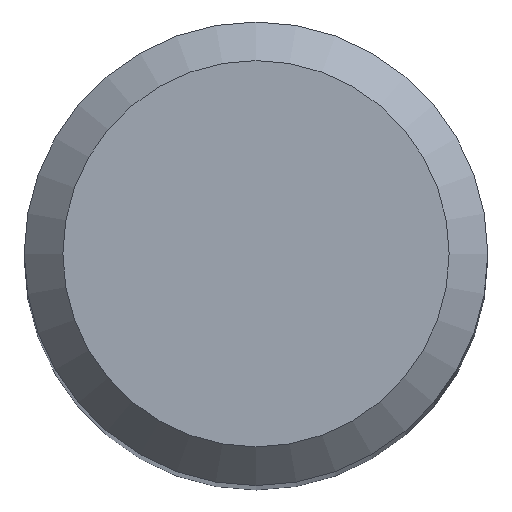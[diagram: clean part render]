
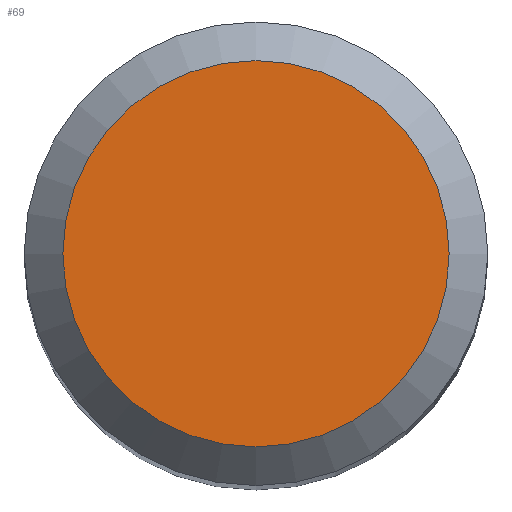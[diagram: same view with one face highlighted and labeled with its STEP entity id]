
A CAD part, top view. The second image highlights one B-rep face of the part: STEP entity #69.
In plain terms, the highlighted planar face has unit normal (0, 0, 1).
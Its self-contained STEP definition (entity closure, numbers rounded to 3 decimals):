
#52=PLANE('',#176);
#69=ADVANCED_FACE('',(#76),#52,.T.);
#76=FACE_OUTER_BOUND('',#84,.T.);
#84=EDGE_LOOP('',(#96));
#96=ORIENTED_EDGE('',*,*,#110,.F.);
#104=VERTEX_POINT('',#247);
#110=EDGE_CURVE('',#104,#104,#116,.T.);
#116=CIRCLE('',#173,2.5);
#173=AXIS2_PLACEMENT_3D('',#246,#200,#201);
#176=AXIS2_PLACEMENT_3D('',#251,#206,#207);
#200=DIRECTION('',(0.,0.,-1.));
#201=DIRECTION('',(-1.,0.,0.));
#206=DIRECTION('',(0.,0.,1.));
#207=DIRECTION('',(-1.,0.,0.));
#246=CARTESIAN_POINT('',(0.,0.,0.));
#247=CARTESIAN_POINT('',(-2.5,0.,0.));
#251=CARTESIAN_POINT('',(2.5,0.,0.));
